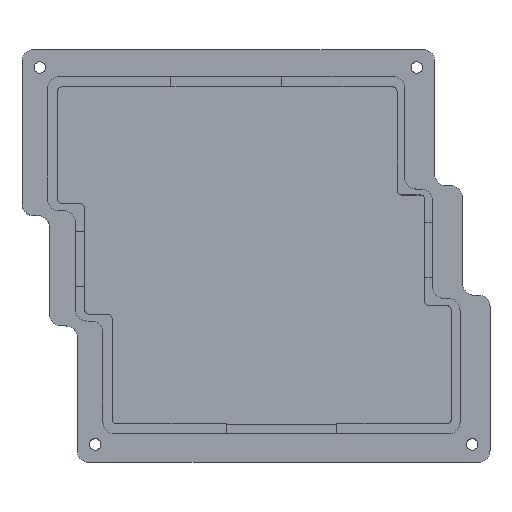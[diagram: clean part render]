
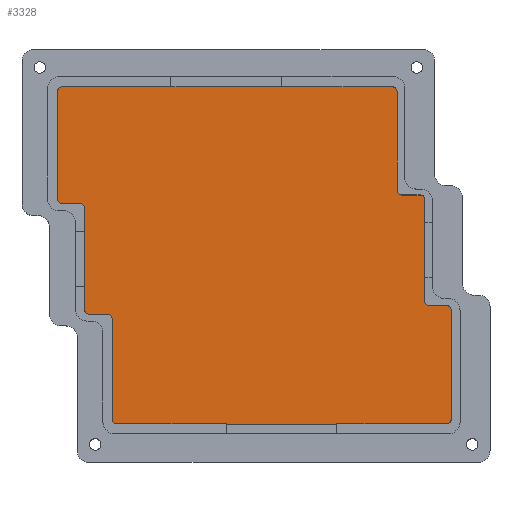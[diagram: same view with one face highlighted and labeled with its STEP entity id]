
A CAD part, top view. The second image highlights one B-rep face of the part: STEP entity #3328.
In plain terms, the highlighted planar face has unit normal (0, 0, 1).
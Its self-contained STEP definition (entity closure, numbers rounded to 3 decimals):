
#299=LINE('',#5776,#592);
#303=LINE('',#5785,#596);
#307=LINE('',#5800,#600);
#320=LINE('',#5833,#613);
#322=LINE('',#5838,#615);
#341=LINE('',#5877,#634);
#343=LINE('',#5884,#636);
#347=LINE('',#5893,#640);
#351=LINE('',#5905,#644);
#354=LINE('',#5913,#647);
#357=LINE('',#5923,#650);
#358=LINE('',#5930,#651);
#592=VECTOR('',#4563,10.);
#596=VECTOR('',#4573,10.);
#600=VECTOR('',#4593,10.);
#613=VECTOR('',#4632,10.);
#615=VECTOR('',#4636,10.);
#634=VECTOR('',#4679,10.);
#636=VECTOR('',#4687,10.);
#640=VECTOR('',#4697,10.);
#644=VECTOR('',#4711,10.);
#647=VECTOR('',#4720,10.);
#650=VECTOR('',#4733,10.);
#651=VECTOR('',#4746,10.);
#902=FACE_OUTER_BOUND('',#1097,.T.);
#1097=EDGE_LOOP('',(#3024,#3025,#3026,#3027,#3028,#3029,#3030,#3031,#3032,
#3033,#3034,#3035,#3036,#3037,#3038,#3039,#3040,#3041,#3042,#3043,#3044,
#3045,#3046,#3047));
#1264=CIRCLE('',#3649,0.796);
#1265=CIRCLE('',#3652,0.796);
#1266=CIRCLE('',#3655,0.796);
#1272=CIRCLE('',#3686,0.796);
#1273=CIRCLE('',#3689,0.796);
#1274=CIRCLE('',#3692,0.796);
#1275=CIRCLE('',#3695,0.796);
#1276=CIRCLE('',#3697,0.796);
#1277=CIRCLE('',#3700,0.796);
#1278=CIRCLE('',#3703,0.796);
#1279=CIRCLE('',#3705,0.796);
#1280=CIRCLE('',#3708,0.796);
#1553=VERTEX_POINT('',#5769);
#1554=VERTEX_POINT('',#5770);
#1555=VERTEX_POINT('',#5775);
#1556=VERTEX_POINT('',#5779);
#1557=VERTEX_POINT('',#5781);
#1558=VERTEX_POINT('',#5787);
#1560=VERTEX_POINT('',#5799);
#1566=VERTEX_POINT('',#5829);
#1567=VERTEX_POINT('',#5831);
#1568=VERTEX_POINT('',#5835);
#1569=VERTEX_POINT('',#5837);
#1576=VERTEX_POINT('',#5871);
#1577=VERTEX_POINT('',#5875);
#1578=VERTEX_POINT('',#5881);
#1579=VERTEX_POINT('',#5883);
#1580=VERTEX_POINT('',#5889);
#1581=VERTEX_POINT('',#5891);
#1582=VERTEX_POINT('',#5895);
#1583=VERTEX_POINT('',#5899);
#1584=VERTEX_POINT('',#5903);
#1585=VERTEX_POINT('',#5907);
#1586=VERTEX_POINT('',#5911);
#1587=VERTEX_POINT('',#5917);
#1588=VERTEX_POINT('',#5921);
#1999=EDGE_CURVE('',#1553,#1554,#1264,.T.);
#2002=EDGE_CURVE('',#1553,#1555,#299,.F.);
#2005=EDGE_CURVE('',#1556,#1557,#1265,.F.);
#2007=EDGE_CURVE('',#1557,#1554,#303,.F.);
#2008=EDGE_CURVE('',#1558,#1555,#1266,.T.);
#2014=EDGE_CURVE('',#1556,#1560,#307,.T.);
#2030=EDGE_CURVE('',#1567,#1566,#320,.F.);
#2032=EDGE_CURVE('',#1568,#1569,#322,.F.);
#2049=EDGE_CURVE('',#1560,#1576,#1272,.T.);
#2052=EDGE_CURVE('',#1577,#1576,#341,.F.);
#2053=EDGE_CURVE('',#1569,#1577,#1273,.F.);
#2055=EDGE_CURVE('',#1578,#1579,#343,.F.);
#2057=EDGE_CURVE('',#1568,#1579,#1274,.T.);
#2060=EDGE_CURVE('',#1581,#1580,#347,.F.);
#2061=EDGE_CURVE('',#1581,#1582,#1275,.T.);
#2063=EDGE_CURVE('',#1580,#1583,#1276,.F.);
#2066=EDGE_CURVE('',#1583,#1584,#351,.F.);
#2067=EDGE_CURVE('',#1585,#1584,#1277,.T.);
#2070=EDGE_CURVE('',#1585,#1586,#354,.F.);
#2071=EDGE_CURVE('',#1586,#1567,#1278,.F.);
#2072=EDGE_CURVE('',#1587,#1566,#1279,.T.);
#2075=EDGE_CURVE('',#1587,#1588,#357,.F.);
#2076=EDGE_CURVE('',#1578,#1588,#1280,.T.);
#2077=EDGE_CURVE('',#1558,#1582,#358,.F.);
#3024=ORIENTED_EDGE('',*,*,#2014,.T.);
#3025=ORIENTED_EDGE('',*,*,#2049,.T.);
#3026=ORIENTED_EDGE('',*,*,#2052,.F.);
#3027=ORIENTED_EDGE('',*,*,#2053,.F.);
#3028=ORIENTED_EDGE('',*,*,#2032,.F.);
#3029=ORIENTED_EDGE('',*,*,#2057,.T.);
#3030=ORIENTED_EDGE('',*,*,#2055,.F.);
#3031=ORIENTED_EDGE('',*,*,#2076,.T.);
#3032=ORIENTED_EDGE('',*,*,#2075,.F.);
#3033=ORIENTED_EDGE('',*,*,#2072,.T.);
#3034=ORIENTED_EDGE('',*,*,#2030,.F.);
#3035=ORIENTED_EDGE('',*,*,#2071,.F.);
#3036=ORIENTED_EDGE('',*,*,#2070,.F.);
#3037=ORIENTED_EDGE('',*,*,#2067,.T.);
#3038=ORIENTED_EDGE('',*,*,#2066,.F.);
#3039=ORIENTED_EDGE('',*,*,#2063,.F.);
#3040=ORIENTED_EDGE('',*,*,#2060,.F.);
#3041=ORIENTED_EDGE('',*,*,#2061,.T.);
#3042=ORIENTED_EDGE('',*,*,#2077,.F.);
#3043=ORIENTED_EDGE('',*,*,#2008,.T.);
#3044=ORIENTED_EDGE('',*,*,#2002,.F.);
#3045=ORIENTED_EDGE('',*,*,#1999,.T.);
#3046=ORIENTED_EDGE('',*,*,#2007,.F.);
#3047=ORIENTED_EDGE('',*,*,#2005,.F.);
#3144=PLANE('',#3712);
#3328=ADVANCED_FACE('',(#902),#3144,.F.);
#3649=AXIS2_PLACEMENT_3D('',#5771,#4557,#4558);
#3652=AXIS2_PLACEMENT_3D('',#5782,#4568,#4569);
#3655=AXIS2_PLACEMENT_3D('',#5788,#4576,#4577);
#3686=AXIS2_PLACEMENT_3D('',#5872,#4673,#4674);
#3689=AXIS2_PLACEMENT_3D('',#5879,#4682,#4683);
#3692=AXIS2_PLACEMENT_3D('',#5887,#4691,#4692);
#3695=AXIS2_PLACEMENT_3D('',#5896,#4700,#4701);
#3697=AXIS2_PLACEMENT_3D('',#5900,#4705,#4706);
#3700=AXIS2_PLACEMENT_3D('',#5908,#4714,#4715);
#3703=AXIS2_PLACEMENT_3D('',#5915,#4723,#4724);
#3705=AXIS2_PLACEMENT_3D('',#5918,#4727,#4728);
#3708=AXIS2_PLACEMENT_3D('',#5925,#4736,#4737);
#3712=AXIS2_PLACEMENT_3D('',#5929,#4744,#4745);
#4557=DIRECTION('center_axis',(0.,0.,1.));
#4558=DIRECTION('ref_axis',(-0.707,-0.707,0.));
#4563=DIRECTION('',(0.,-1.,0.));
#4568=DIRECTION('center_axis',(0.,0.,-1.));
#4569=DIRECTION('ref_axis',(0.707,0.707,0.));
#4573=DIRECTION('',(1.,0.,0.));
#4576=DIRECTION('center_axis',(0.,0.,1.));
#4577=DIRECTION('ref_axis',(-0.707,0.707,0.));
#4593=DIRECTION('',(0.,-1.,0.));
#4632=DIRECTION('',(-1.,0.,0.));
#4636=DIRECTION('',(0.,-1.,0.));
#4673=DIRECTION('center_axis',(0.,0.,1.));
#4674=DIRECTION('ref_axis',(-0.707,-0.707,0.));
#4679=DIRECTION('',(1.,0.,0.));
#4682=DIRECTION('center_axis',(0.,0.,-1.));
#4683=DIRECTION('ref_axis',(0.707,0.707,0.));
#4687=DIRECTION('',(1.,0.,0.));
#4691=DIRECTION('center_axis',(0.,0.,1.));
#4692=DIRECTION('ref_axis',(-0.707,-0.707,0.));
#4697=DIRECTION('',(0.,1.,0.));
#4700=DIRECTION('center_axis',(0.,0.,1.));
#4701=DIRECTION('ref_axis',(0.707,0.707,0.));
#4705=DIRECTION('center_axis',(0.,0.,-1.));
#4706=DIRECTION('ref_axis',(-0.707,-0.707,0.));
#4711=DIRECTION('',(-1.,0.,0.));
#4714=DIRECTION('center_axis',(0.,0.,1.));
#4715=DIRECTION('ref_axis',(0.707,0.707,0.));
#4720=DIRECTION('',(0.,1.,0.));
#4723=DIRECTION('center_axis',(0.,0.,-1.));
#4724=DIRECTION('ref_axis',(-0.707,-0.707,0.));
#4727=DIRECTION('center_axis',(0.,0.,1.));
#4728=DIRECTION('ref_axis',(0.707,0.707,0.));
#4733=DIRECTION('',(0.,1.,0.));
#4736=DIRECTION('center_axis',(0.,0.,1.));
#4737=DIRECTION('ref_axis',(0.707,-0.707,0.));
#4744=DIRECTION('center_axis',(0.,0.,-1.));
#4745=DIRECTION('ref_axis',(1.,0.,0.));
#4746=DIRECTION('',(-1.,0.,0.));
#5769=CARTESIAN_POINT('',(-0.894,-18.754,-11.));
#5770=CARTESIAN_POINT('',(-0.098,-19.55,-11.));
#5771=CARTESIAN_POINT('Origin',(-0.098,-18.754,-11.));
#5775=CARTESIAN_POINT('',(-0.894,-0.202,-11.));
#5776=CARTESIAN_POINT('',(-0.894,-14.538,-11.));
#5779=CARTESIAN_POINT('',(3.762,-20.346,-11.));
#5781=CARTESIAN_POINT('',(2.966,-19.55,-11.));
#5782=CARTESIAN_POINT('Origin',(2.966,-20.346,-11.));
#5785=CARTESIAN_POINT('',(16.919,-19.55,-11.));
#5787=CARTESIAN_POINT('',(-0.098,0.594,-11.));
#5788=CARTESIAN_POINT('Origin',(-0.098,-0.202,
-11.));
#5799=CARTESIAN_POINT('',(3.762,-37.804,-11.));
#5800=CARTESIAN_POINT('',(3.762,-24.563,-11.));
#5829=CARTESIAN_POINT('',(66.173,-37.1,-11.));
#5831=CARTESIAN_POINT('',(63.209,-37.1,-11.));
#5833=CARTESIAN_POINT('',(49.756,-37.1,-11.));
#5835=CARTESIAN_POINT('',(8.525,-56.748,-11.));
#5837=CARTESIAN_POINT('',(8.525,-39.396,-11.));
#5838=CARTESIAN_POINT('',(8.525,-34.088,-11.));
#5871=CARTESIAN_POINT('',(4.558,-38.6,-11.));
#5872=CARTESIAN_POINT('Origin',(4.558,-37.804,-11.));
#5875=CARTESIAN_POINT('',(7.729,-38.6,-11.));
#5877=CARTESIAN_POINT('',(19.3,-38.6,-11.));
#5879=CARTESIAN_POINT('Origin',(7.729,-39.396,-11.));
#5881=CARTESIAN_POINT('',(66.173,-57.544,-11.));
#5883=CARTESIAN_POINT('',(9.321,-57.544,-11.));
#5884=CARTESIAN_POINT('',(21.681,-57.544,-11.));
#5887=CARTESIAN_POINT('Origin',(9.321,-56.748,-11.));
#5889=CARTESIAN_POINT('',(57.65,-17.254,-11.));
#5891=CARTESIAN_POINT('',(57.65,-0.202,-11.));
#5893=CARTESIAN_POINT('',(57.65,-23.062,-11.));
#5895=CARTESIAN_POINT('',(56.854,0.594,-11.));
#5896=CARTESIAN_POINT('Origin',(56.854,-0.202,-11.));
#5899=CARTESIAN_POINT('',(58.446,-18.05,-11.));
#5900=CARTESIAN_POINT('Origin',(58.446,-17.254,-11.));
#5903=CARTESIAN_POINT('',(61.617,-18.05,-11.));
#5905=CARTESIAN_POINT('',(47.375,-18.05,-11.));
#5907=CARTESIAN_POINT('',(62.413,-18.846,-11.));
#5908=CARTESIAN_POINT('Origin',(61.617,-18.846,-11.));
#5911=CARTESIAN_POINT('',(62.413,-36.304,-11.));
#5913=CARTESIAN_POINT('',(62.413,-32.588,-11.));
#5915=CARTESIAN_POINT('Origin',(63.209,-36.304,-11.));
#5917=CARTESIAN_POINT('',(66.969,-37.896,-11.));
#5918=CARTESIAN_POINT('Origin',(66.173,-37.896,-11.));
#5921=CARTESIAN_POINT('',(66.969,-56.748,-11.));
#5923=CARTESIAN_POINT('',(66.969,-42.613,-11.));
#5925=CARTESIAN_POINT('Origin',(66.173,-56.748,-11.));
#5929=CARTESIAN_POINT('Origin',(33.338,-28.575,-11.));
#5930=CARTESIAN_POINT('',(44.994,0.594,-11.));
